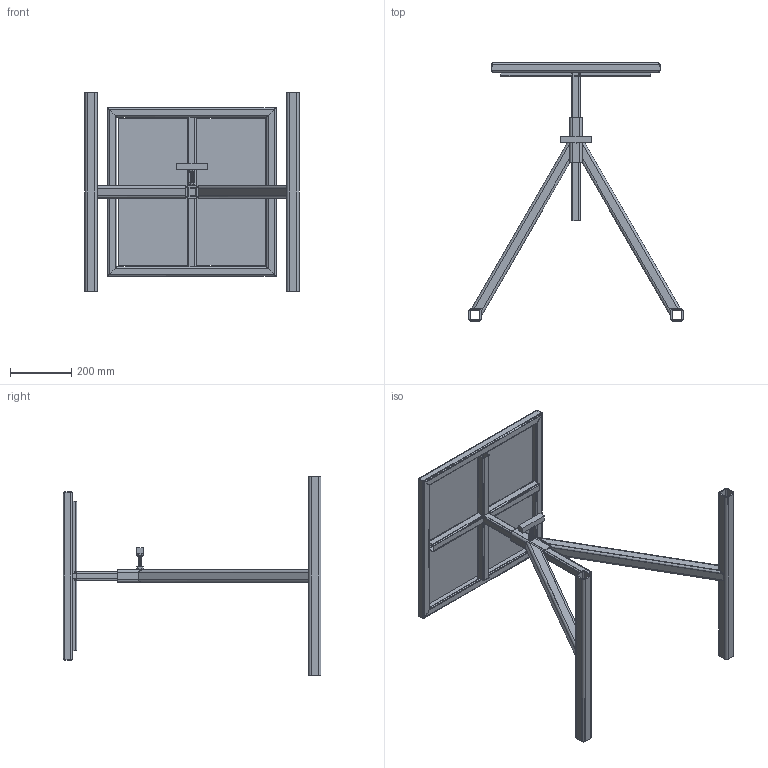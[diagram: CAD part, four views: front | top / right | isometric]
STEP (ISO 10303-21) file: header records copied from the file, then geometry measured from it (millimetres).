
FILE_DESCRIPTION (( 'STEP AP203' ), '1' );
FILE_NAME ('Adjustmable mold support surface.STEP', '2019-12-26T21:16:58', ( '' ), ( '' ), 'SwSTEP 2.0', 'SolidWorks 2016', '' );
FILE_SCHEMA (( 'CONFIG_CONTROL_DESIGN' ));
Length unit declared in the file: millimetre
Products named in the file (1): Adjustmable mold support surface
Bounding box: 700 x 843.04 x 650 mm (x, y, z)
Volume: 5863091.4 mm3; surface area: 1947686 mm2
Topology: 18 solids, 18 shells, 535 faces, 1366 edges, 866 vertices
Faces by surface type: cylinder 192, plane 183, cone 158, torus 2
Entity records: 16347 total; most frequent: CARTESIAN_POINT 3196, DIRECTION 2818, ORIENTED_EDGE 2732, EDGE_CURVE 1366, AXIS2_PLACEMENT_3D 1036, VERTEX_POINT 866, LINE 746, VECTOR 746
